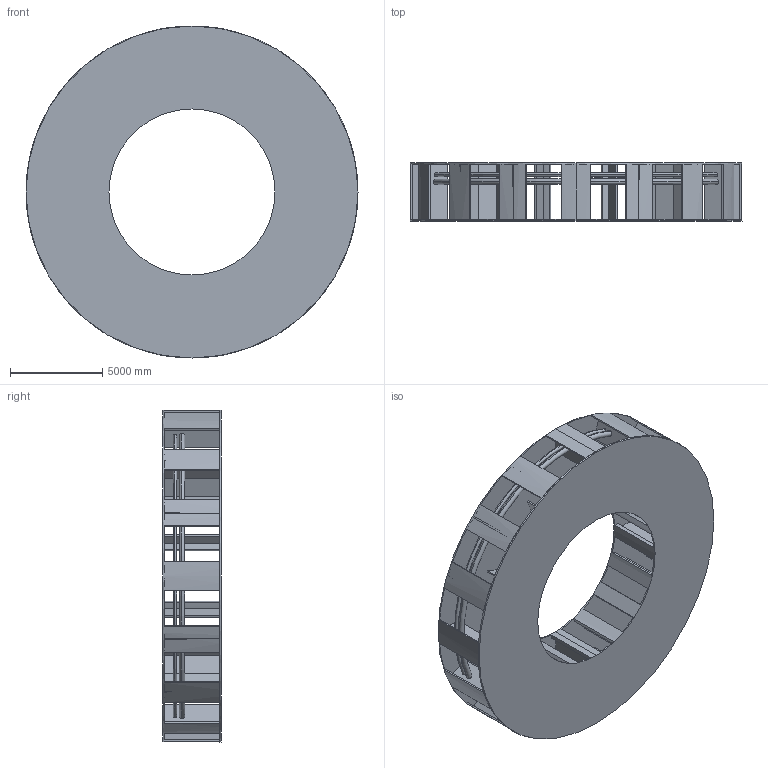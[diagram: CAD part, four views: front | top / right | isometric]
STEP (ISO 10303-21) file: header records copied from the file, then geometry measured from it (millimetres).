
FILE_DESCRIPTION (( 'STEP AP203' ), '1' );
FILE_NAME ('Orbital Launch Disc.STEP', '2021-07-29T12:45:08', ( '' ), ( '' ), 'SwSTEP 2.0', 'SolidWorks 2020', '' );
FILE_SCHEMA (( 'CONFIG_CONTROL_DESIGN' ));
Length unit declared in the file: millimetre
Products named in the file (1): Orbital Launch Disc
Bounding box: 18000 x 3150 x 18000 mm (x, y, z)
Volume: 55426443485.6 mm3; surface area: 1311540189.9 mm2
Topology: 1 solids, 1 shells, 298 faces, 972 edges, 648 vertices
Faces by surface type: plane 166, cylinder 70, torus 62
Entity records: 16831 total; most frequent: CARTESIAN_POINT 7783, ORIENTED_EDGE 1944, DIRECTION 1834, EDGE_CURVE 972, VERTEX_POINT 648, AXIS2_PLACEMENT_3D 625, LINE 584, VECTOR 584
